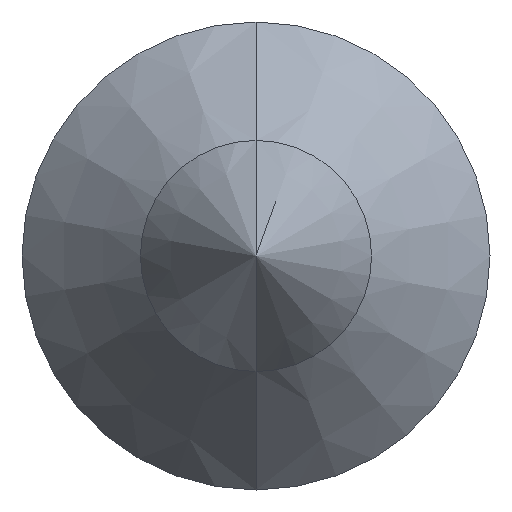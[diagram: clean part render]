
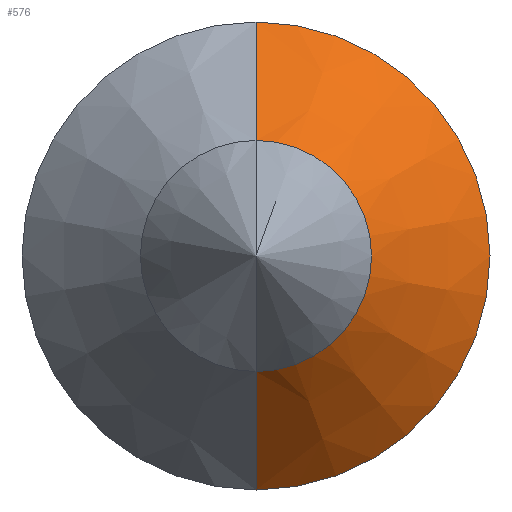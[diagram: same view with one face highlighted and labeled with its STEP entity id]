
A CAD part, front view. The second image highlights one B-rep face of the part: STEP entity #576.
In plain terms, the highlighted conical face has half-angle 41.711 degrees and reference radius 2 mm.
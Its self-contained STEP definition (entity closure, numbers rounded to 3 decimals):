
#33 = CARTESIAN_POINT ( 'NONE',  ( 0., 12.5, 0. ) ) ;
#34 = DIRECTION ( 'NONE',  ( 0., 1., 0. ) ) ;
#42 = CARTESIAN_POINT ( 'NONE',  ( 0., 12.5, -2. ) ) ;
#60 = DIRECTION ( 'NONE',  ( 0., 0.747, -0.665 ) ) ;
#64 = AXIS2_PLACEMENT_3D ( 'NONE', #33, #34, #336 ) ;
#77 = DIRECTION ( 'NONE',  ( 0., 1., 0. ) ) ;
#78 = DIRECTION ( 'NONE',  ( 0., 0., 1. ) ) ;
#79 = CARTESIAN_POINT ( 'NONE',  ( 0., 12.5, 2. ) ) ;
#81 = DIRECTION ( 'NONE',  ( 0., 0.747, 0.665 ) ) ;
#99 = CARTESIAN_POINT ( 'NONE',  ( 0., 14.8, 0. ) ) ;
#135 = ORIENTED_EDGE ( 'NONE', *, *, #152, .F. ) ;
#136 = ORIENTED_EDGE ( 'NONE', *, *, #151, .F. ) ;
#137 = ORIENTED_EDGE ( 'NONE', *, *, #150, .T. ) ;
#138 = ORIENTED_EDGE ( 'NONE', *, *, #560, .T. ) ;
#147 = EDGE_LOOP ( 'NONE', ( #138, #137, #136, #135 ) ) ;
#150 = EDGE_CURVE ( 'NONE', #385, #686, #434, .T. ) ;
#151 = EDGE_CURVE ( 'NONE', #687, #686, #430, .T. ) ;
#152 = EDGE_CURVE ( 'NONE', #688, #687, #432, .T. ) ;
#320 = CARTESIAN_POINT ( 'NONE',  ( 0., 12.5, -2. ) ) ;
#336 = DIRECTION ( 'NONE',  ( 0., 0., 1. ) ) ;
#347 = DIRECTION ( 'NONE',  ( 0., 1., 0. ) ) ;
#348 = DIRECTION ( 'NONE',  ( 0., 0., 1. ) ) ;
#351 = CARTESIAN_POINT ( 'NONE',  ( 0., 12.5, 0. ) ) ;
#362 = AXIS2_PLACEMENT_3D ( 'NONE', #351, #347, #348 ) ;
#385 = VERTEX_POINT ( 'NONE', #320 ) ;
#426 = VECTOR ( 'NONE', #60, 1000. ) ;
#430 = CIRCLE ( 'NONE', #561, 4.05 ) ;
#432 = LINE ( 'NONE', #79, #436 ) ;
#434 = LINE ( 'NONE', #42, #426 ) ;
#436 = VECTOR ( 'NONE', #81, 1000. ) ;
#471 = CIRCLE ( 'NONE', #64, 2. ) ;
#490 = FACE_OUTER_BOUND ( 'NONE', #147, .T. ) ;
#499 = CONICAL_SURFACE ( 'NONE', #362, 2., 0.728 ) ;
#560 = EDGE_CURVE ( 'NONE', #688, #385, #471, .T. ) ;
#561 = AXIS2_PLACEMENT_3D ( 'NONE', #99, #77, #78 ) ;
#576 = ADVANCED_FACE ( 'NONE', ( #490 ), #499, .T. ) ;
#662 = CARTESIAN_POINT ( 'NONE',  ( 0., 14.8, -4.05 ) ) ;
#663 = CARTESIAN_POINT ( 'NONE',  ( 0., 14.8, 4.05 ) ) ;
#664 = CARTESIAN_POINT ( 'NONE',  ( 0., 12.5, 2. ) ) ;
#686 = VERTEX_POINT ( 'NONE', #662 ) ;
#687 = VERTEX_POINT ( 'NONE', #663 ) ;
#688 = VERTEX_POINT ( 'NONE', #664 ) ;
